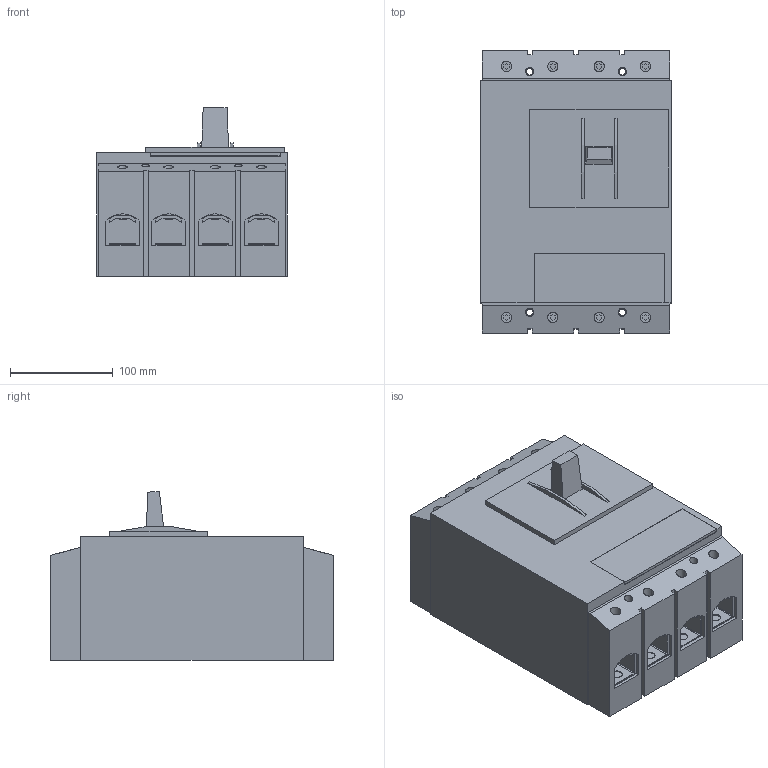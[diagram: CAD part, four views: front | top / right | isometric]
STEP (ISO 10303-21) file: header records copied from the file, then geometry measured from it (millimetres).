
FILE_DESCRIPTION(/* description */ ('STEP AP214'),/* implementation_level */ '2;1');
FILE_NAME(/* name */ 'eaton-molded-case-switches-mcad-3d-models-nzm3-4p-bt',/* time_stamp */ '2025-07-08T11:25:25+02:00',/* author */ ('License CC BY-ND 4.0'),/* organization */ ('CADENAS'),/* preprocessor_version */ 'ST-DEVELOPER v19.3',/* originating_system */ 'PARTsolutions',/* authorisation */ ' ');
FILE_SCHEMA (('AUTOMOTIVE_DESIGN {1 0 10303 214 3 1 1}'));
Length unit declared in the file: millimetre
Products named in the file (4): 191613_(index); 191613_part1; 191613_part3; 191613_part2
Assembly tree (4 placements, depth 2):
  191613_(index)
    191613_part1
    191613_part3  x2
    191613_part2
Bounding box: 185 x 274.4 x 164.24 mm (x, y, z)
Volume: 5749982 mm3; surface area: 357398.4 mm2
Topology: 4 solids, 4 shells, 428 faces, 1073 edges, 724 vertices
Faces by surface type: plane 370, cylinder 50, cone 8
Full cylindrical faces by diameter (mm): 6.5 x4, 8 x4, 9.7 x8, 10 x16, 11 x8
Entity records: 7413 total; most frequent: CARTESIAN_POINT 1268, ORIENTED_EDGE 1188, DIRECTION 1182, EDGE_CURVE 594, LINE 526, VECTOR 526, VERTEX_POINT 414, EDGE_LOOP 352
